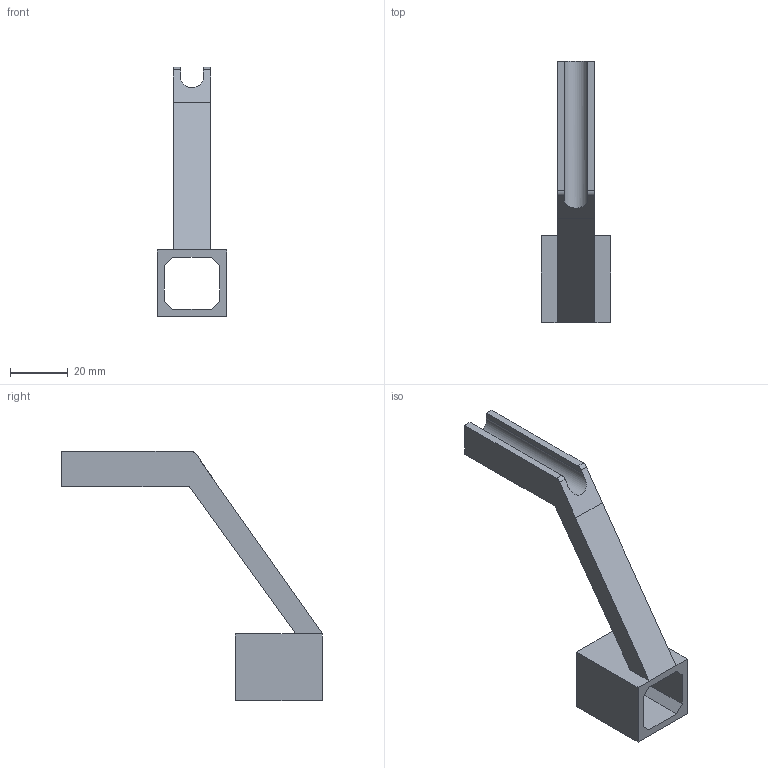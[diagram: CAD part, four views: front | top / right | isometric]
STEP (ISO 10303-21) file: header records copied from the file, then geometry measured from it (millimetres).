
FILE_DESCRIPTION(/* description */ (''),/* implementation_level */ '2;1');
FILE_NAME(/* name */ '76f13a6c-a94e-4d48-a86d-349f46c7b47c.stp',/* time_stamp */ '2023-05-27T04:47:59Z',/* author */ (''),/* organization */ (''),/* preprocessor_version */ 'ST-DEVELOPER v19.2',/* originating_system */ 'Autodesk Translation Framework v12.6.0.85',/* authorisation */ '');
FILE_SCHEMA (('AUTOMOTIVE_DESIGN { 1 0 10303 214 3 1 1 }'));
Length unit declared in the file: millimetre
Products named in the file (1): VHS Ext.
Bounding box: 24 x 90 x 86 mm (x, y, z)
Volume: 18621.6 mm3; surface area: 10951.3 mm2
Topology: 1 solids, 1 shells, 28 faces, 76 edges, 50 vertices
Faces by surface type: plane 25, cylinder 3
Entity records: 907 total; most frequent: CARTESIAN_POINT 155, ORIENTED_EDGE 152, DIRECTION 140, EDGE_CURVE 76, LINE 70, VECTOR 70, VERTEX_POINT 50, AXIS2_PLACEMENT_3D 35
